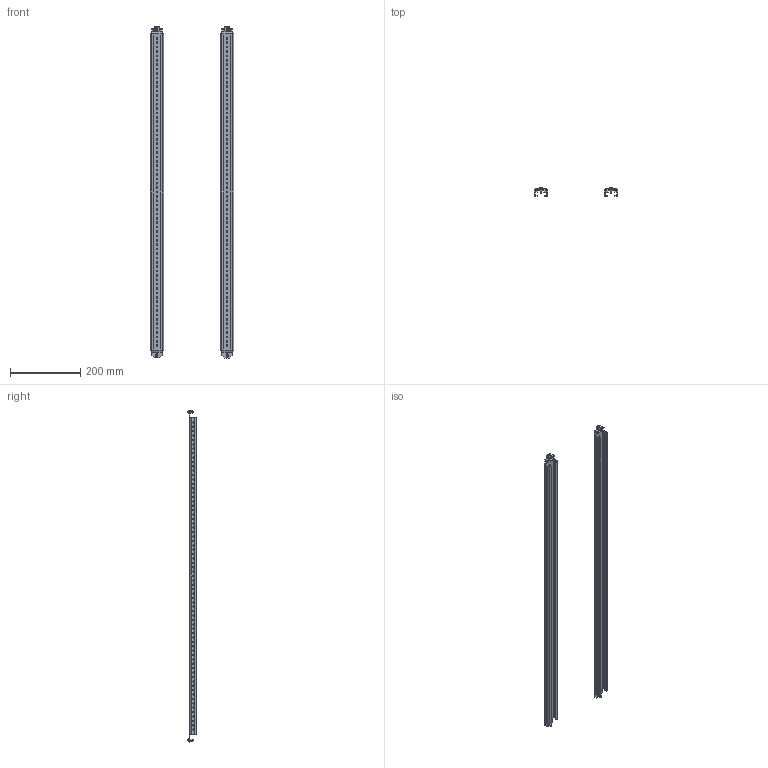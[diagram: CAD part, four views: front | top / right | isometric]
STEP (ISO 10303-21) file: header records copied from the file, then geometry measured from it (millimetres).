
FILE_DESCRIPTION (( 'STEP AP203' ), '1' );
FILE_NAME ('UR14530001010 Ðåéêà ìîíòàæíàÿ îñíîâàíèå øêàôà RS52 00.100 (2øò) (000.801.461-03).STEP', '2022-04-18T08:01:29', ( '' ), ( '' ), 'SwSTEP 2.0', 'SolidWorks 2017', '' );
FILE_SCHEMA (( 'CONFIG_CONTROL_DESIGN' ));
Length unit declared in the file: millimetre
Products named in the file (3): 025-257 Øèíà ìîíòàæíàÿ 18õ38_03 (00.100); Âèíò DIN 7500 C TORX_Œ5å12; UR14530001010 Ðåéêà ìîíòàæíàÿ îñíîâàíèå øêàôà RS52 00.100 (2øò) (000.801.461-03)
Assembly tree (6 placements, depth 2):
  UR14530001010 Ðåéêà ìîíòàæíàÿ îñíîâàíèå øêàôà RS52 00.100 (2øò) (000.801.461-03)
    025-257 Øèíà ìîíòàæíàÿ 18õ38_03 (00.100)  x2
    Âèíò DIN 7500 C TORX_Œ5å12  x4
Bounding box: 238 x 23.69 x 945.5 mm (x, y, z)
Volume: 283541.1 mm3; surface area: 304184.4 mm2
Topology: 6 solids, 6 shells, 1252 faces, 3540 edges, 2304 vertices
Faces by surface type: cylinder 986, plane 242, cone 16, sphere 8
Entity records: 20769 total; most frequent: DIRECTION 3777, CARTESIAN_POINT 3452, ORIENTED_EDGE 3316, EDGE_CURVE 1658, AXIS2_PLACEMENT_3D 1549, VERTEX_POINT 1078, EDGE_LOOP 1014, CIRCLE 955
